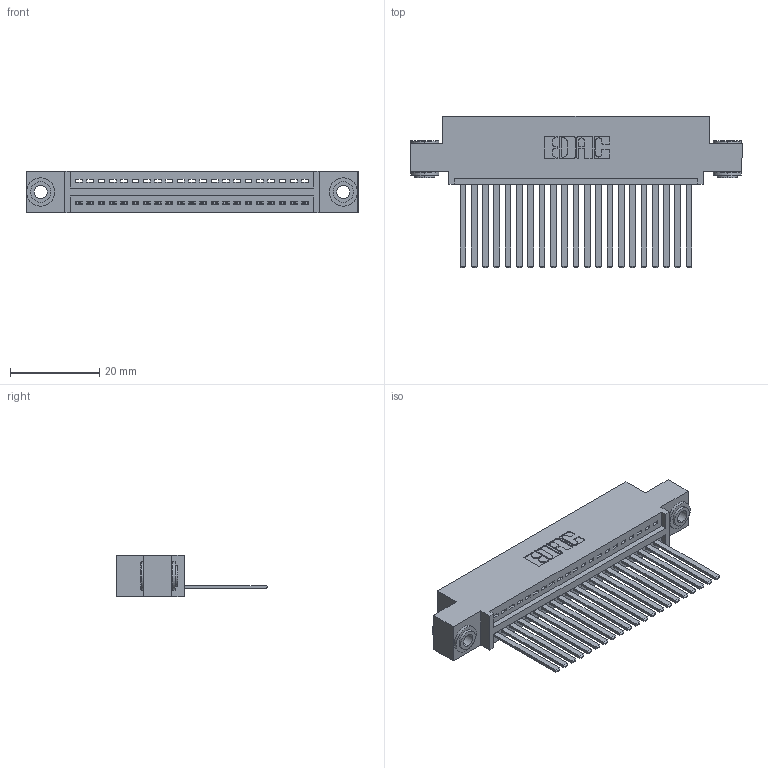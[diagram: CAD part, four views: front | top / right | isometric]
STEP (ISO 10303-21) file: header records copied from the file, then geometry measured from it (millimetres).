
FILE_DESCRIPTION (( 'STEP AP203' ), '1' );
FILE_NAME ('395-021-544-403.STEP', '2018-11-07T23:10:40', ( '' ), ( '' ), 'SwSTEP 2.0', 'SolidWorks 2016', '' );
FILE_SCHEMA (( 'CONFIG_CONTROL_DESIGN' ));
Length unit declared in the file: inch
Products named in the file (4): 345-250-002_345-250-002-102; 395-021-544-403; 345-292-001_345-293-144; 345 Part_0.110 Offset - 0.156 Dia-TH
Assembly tree (24 placements, depth 2):
  395-021-544-403
    345 Part_0.110 Offset - 0.156 Dia-TH
    345-292-001_345-293-144  x21
    345-250-002_345-250-002-102  x2
Bounding box: 74.55 x 33.96 x 9.4 mm (x, y, z)
Volume: 7097.9 mm3; surface area: 10173.6 mm2
Topology: 24 solids, 24 shells, 1260 faces, 3747 edges, 2466 vertices
Faces by surface type: plane 850, cylinder 402, cone 8
Entity records: 19230 total; most frequent: CARTESIAN_POINT 3310, ORIENTED_EDGE 3258, DIRECTION 2949, EDGE_CURVE 1629, VECTOR 1393, LINE 1393, VERTEX_POINT 1082, AXIS2_PLACEMENT_3D 778
